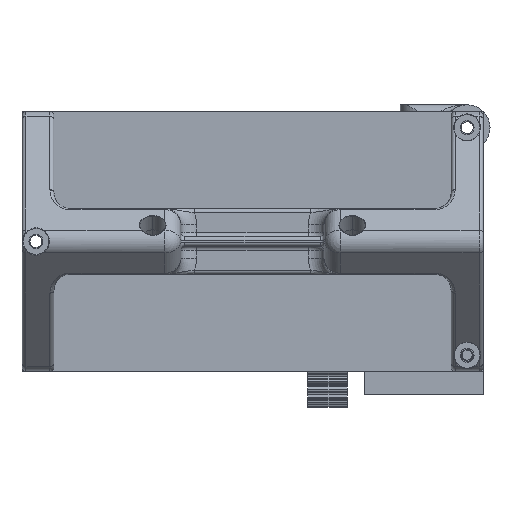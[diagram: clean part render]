
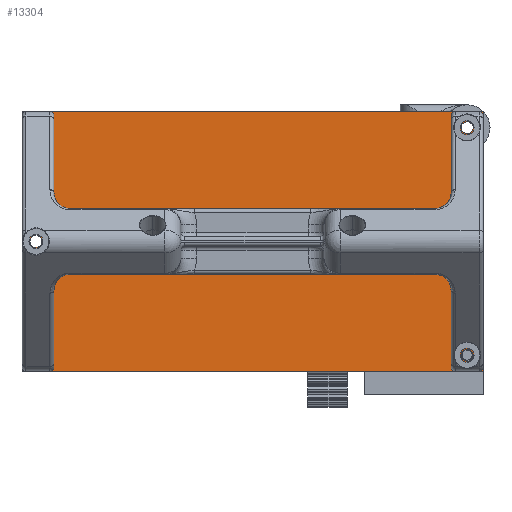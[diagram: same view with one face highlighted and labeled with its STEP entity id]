
A CAD part, front view. The second image highlights one B-rep face of the part: STEP entity #13304.
In plain terms, the highlighted planar face has unit normal (0, -1, 0).
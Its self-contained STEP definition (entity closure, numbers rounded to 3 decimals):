
#113 = ORIENTED_EDGE ( 'NONE', *, *, #895, .F. ) ;
#247 = VECTOR ( 'NONE', #14815, 1000. ) ;
#422 = EDGE_CURVE ( 'NONE', #12029, #10362, #17017, .T. ) ;
#514 = CARTESIAN_POINT ( 'NONE',  ( 3.5, 0., -34. ) ) ;
#813 = AXIS2_PLACEMENT_3D ( 'NONE', #5388, #13290, #8401 ) ;
#895 = EDGE_CURVE ( 'NONE', #21139, #10762, #3522, .T. ) ;
#1006 = CARTESIAN_POINT ( 'NONE',  ( 111.5, 0., -4. ) ) ;
#1416 = DIRECTION ( 'NONE',  ( 0., 0., 1. ) ) ;
#1489 = CARTESIAN_POINT ( 'NONE',  ( 111.5, 0., -61. ) ) ;
#1735 = CARTESIAN_POINT ( 'NONE',  ( 111.5, 0., -59.5 ) ) ;
#2111 = AXIS2_PLACEMENT_3D ( 'NONE', #17769, #17569, #2888 ) ;
#2720 = ORIENTED_EDGE ( 'NONE', *, *, #11311, .F. ) ;
#2888 = DIRECTION ( 'NONE',  ( 0., 0., 1. ) ) ;
#2976 = AXIS2_PLACEMENT_3D ( 'NONE', #9611, #8092, #4425 ) ;
#3234 = FACE_BOUND ( 'NONE', #12190, .T. ) ;
#3522 = LINE ( 'NONE', #15138, #247 ) ;
#3929 = CARTESIAN_POINT ( 'NONE',  ( 115.5, 0., -65. ) ) ;
#3971 = VECTOR ( 'NONE', #10181, 1000. ) ;
#4280 = CIRCLE ( 'NONE', #21319, 1.5 ) ;
#4425 = DIRECTION ( 'NONE',  ( 0., 0., 1. ) ) ;
#5284 = ORIENTED_EDGE ( 'NONE', *, *, #20258, .F. ) ;
#5388 = CARTESIAN_POINT ( 'NONE',  ( 111.5, 0., -61. ) ) ;
#5551 = EDGE_LOOP ( 'NONE', ( #5284, #113, #2720, #20325 ) ) ;
#5771 = EDGE_LOOP ( 'NONE', ( #13681, #6243 ) ) ;
#6243 = ORIENTED_EDGE ( 'NONE', *, *, #20067, .T. ) ;
#6598 = FACE_BOUND ( 'NONE', #5771, .T. ) ;
#7223 = CARTESIAN_POINT ( 'NONE',  ( 0., 0., 0. ) ) ;
#7657 = DIRECTION ( 'NONE',  ( 0., 1., 0. ) ) ;
#7828 = VECTOR ( 'NONE', #18957, 1000. ) ;
#8092 = DIRECTION ( 'NONE',  ( 0., 1., 0. ) ) ;
#8103 = DIRECTION ( 'NONE',  ( 0., 1., 0. ) ) ;
#8127 = CARTESIAN_POINT ( 'NONE',  ( 0., 0., 0. ) ) ;
#8359 = CARTESIAN_POINT ( 'NONE',  ( 115.5, 0., 0. ) ) ;
#8401 = DIRECTION ( 'NONE',  ( 0., 0., 1. ) ) ;
#8856 = CIRCLE ( 'NONE', #2976, 1.5 ) ;
#9138 = VECTOR ( 'NONE', #1416, 1000. ) ;
#9193 = CARTESIAN_POINT ( 'NONE',  ( 0., 0., -65. ) ) ;
#9319 = CARTESIAN_POINT ( 'NONE',  ( 111.5, 0., -2.5 ) ) ;
#9432 = DIRECTION ( 'NONE',  ( 0., 1., 0. ) ) ;
#9611 = CARTESIAN_POINT ( 'NONE',  ( 3.5, 0., -32.5 ) ) ;
#10159 = CIRCLE ( 'NONE', #813, 1.5 ) ;
#10181 = DIRECTION ( 'NONE',  ( 1., 0., 0. ) ) ;
#10362 = VERTEX_POINT ( 'NONE', #9319 ) ;
#10371 = CARTESIAN_POINT ( 'NONE',  ( 111.5, 0., -5.5 ) ) ;
#10526 = VERTEX_POINT ( 'NONE', #1735 ) ;
#10762 = VERTEX_POINT ( 'NONE', #9193 ) ;
#10948 = AXIS2_PLACEMENT_3D ( 'NONE', #14424, #11577, #18223 ) ;
#11245 = DIRECTION ( 'NONE',  ( 0., 0., 1. ) ) ;
#11311 = EDGE_CURVE ( 'NONE', #13818, #21139, #12738, .T. ) ;
#11577 = DIRECTION ( 'NONE',  ( 0., -1., 0. ) ) ;
#11714 = CARTESIAN_POINT ( 'NONE',  ( 0., 0., 0. ) ) ;
#12029 = VERTEX_POINT ( 'NONE', #10371 ) ;
#12183 = EDGE_CURVE ( 'NONE', #20842, #20714, #20628, .T. ) ;
#12190 = EDGE_LOOP ( 'NONE', ( #17596, #19383 ) ) ;
#12629 = ORIENTED_EDGE ( 'NONE', *, *, #17593, .T. ) ;
#12655 = DIRECTION ( 'NONE',  ( 0., 0., 1. ) ) ;
#12738 = LINE ( 'NONE', #14360, #7828 ) ;
#12813 = CARTESIAN_POINT ( 'NONE',  ( 111.5, 0., -62.5 ) ) ;
#13219 = FACE_BOUND ( 'NONE', #13298, .T. ) ;
#13290 = DIRECTION ( 'NONE',  ( 0., 1., 0. ) ) ;
#13298 = EDGE_LOOP ( 'NONE', ( #21216, #12629 ) ) ;
#13304 = ADVANCED_FACE ( 'NONE', ( #3234, #21479, #6598, #13219 ), #19855, .T. ) ;
#13456 = LINE ( 'NONE', #11714, #3971 ) ;
#13681 = ORIENTED_EDGE ( 'NONE', *, *, #19544, .T. ) ;
#13714 = VERTEX_POINT ( 'NONE', #12813 ) ;
#13818 = VERTEX_POINT ( 'NONE', #8359 ) ;
#14360 = CARTESIAN_POINT ( 'NONE',  ( 115.5, 0., 0. ) ) ;
#14368 = AXIS2_PLACEMENT_3D ( 'NONE', #15913, #7657, #12655 ) ;
#14424 = CARTESIAN_POINT ( 'NONE',  ( 0., 0., 0. ) ) ;
#14623 = CARTESIAN_POINT ( 'NONE',  ( 3.5, 0., -31. ) ) ;
#14714 = VERTEX_POINT ( 'NONE', #7223 ) ;
#14815 = DIRECTION ( 'NONE',  ( -1., 0., 0. ) ) ;
#15132 = EDGE_CURVE ( 'NONE', #10362, #12029, #20688, .T. ) ;
#15138 = CARTESIAN_POINT ( 'NONE',  ( 0., 0., -65. ) ) ;
#15913 = CARTESIAN_POINT ( 'NONE',  ( 3.5, 0., -32.5 ) ) ;
#16275 = LINE ( 'NONE', #8127, #9138 ) ;
#17017 = CIRCLE ( 'NONE', #2111, 1.5 ) ;
#17569 = DIRECTION ( 'NONE',  ( 0., 1., 0. ) ) ;
#17593 = EDGE_CURVE ( 'NONE', #20714, #20842, #8856, .T. ) ;
#17596 = ORIENTED_EDGE ( 'NONE', *, *, #422, .T. ) ;
#17769 = CARTESIAN_POINT ( 'NONE',  ( 111.5, 0., -4. ) ) ;
#18223 = DIRECTION ( 'NONE',  ( 0., 0., -1. ) ) ;
#18617 = AXIS2_PLACEMENT_3D ( 'NONE', #1006, #9432, #19464 ) ;
#18957 = DIRECTION ( 'NONE',  ( 0., 0., -1. ) ) ;
#19281 = EDGE_CURVE ( 'NONE', #14714, #13818, #13456, .T. ) ;
#19383 = ORIENTED_EDGE ( 'NONE', *, *, #15132, .T. ) ;
#19464 = DIRECTION ( 'NONE',  ( 0., 0., 1. ) ) ;
#19544 = EDGE_CURVE ( 'NONE', #13714, #10526, #4280, .T. ) ;
#19855 = PLANE ( 'NONE',  #10948 ) ;
#20067 = EDGE_CURVE ( 'NONE', #10526, #13714, #10159, .T. ) ;
#20258 = EDGE_CURVE ( 'NONE', #10762, #14714, #16275, .T. ) ;
#20325 = ORIENTED_EDGE ( 'NONE', *, *, #19281, .F. ) ;
#20628 = CIRCLE ( 'NONE', #14368, 1.5 ) ;
#20688 = CIRCLE ( 'NONE', #18617, 1.5 ) ;
#20714 = VERTEX_POINT ( 'NONE', #14623 ) ;
#20842 = VERTEX_POINT ( 'NONE', #514 ) ;
#21139 = VERTEX_POINT ( 'NONE', #3929 ) ;
#21216 = ORIENTED_EDGE ( 'NONE', *, *, #12183, .T. ) ;
#21319 = AXIS2_PLACEMENT_3D ( 'NONE', #1489, #8103, #11245 ) ;
#21479 = FACE_OUTER_BOUND ( 'NONE', #5551, .T. ) ;
